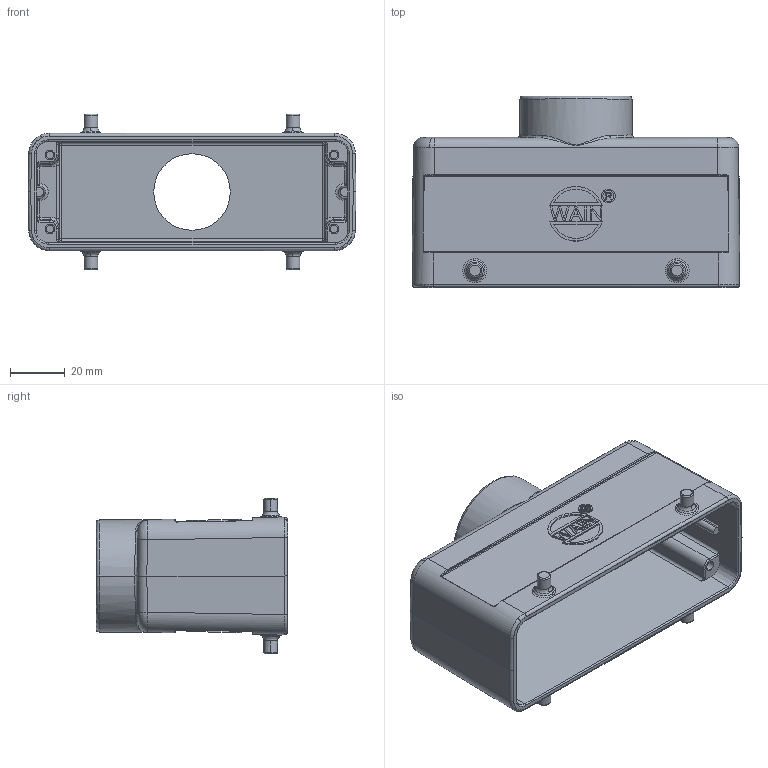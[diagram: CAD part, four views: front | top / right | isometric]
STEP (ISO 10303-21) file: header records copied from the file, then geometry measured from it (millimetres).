
FILE_DESCRIPTION(/* description */ (''),/* implementation_level */ '2;1');
FILE_NAME(/* name */ 'M32.stp',/* time_stamp */ '2022-08-10T17:45:36+08:00',/* author */ (''),/* organization */ (''),/* preprocessor_version */ 'ST-DEVELOPER v18.1',/* originating_system */ 'SIEMENS PLM Software NX 1980',/* authorisation */ '');
FILE_SCHEMA (('PROCESS_PLANNING_SCHEMA'));
Length unit declared in the file: millimetre
Products named in the file (1): CE-H24B-TE-0B_stp
Bounding box: 119.98 x 70 x 57 mm (x, y, z)
Volume: 68951.4 mm3; surface area: 45056.4 mm2
Topology: 1 solids, 1 shells, 485 faces, 1188 edges, 735 vertices
Faces by surface type: plane 205, cylinder 149, torus 72, bspline 18, cone 17, sphere 12, extrusion 12
Full cylindrical faces by diameter (mm): 28 x1, 30.5 x1
Entity records: 17814 total; most frequent: CARTESIAN_POINT 7176, ORIENTED_EDGE 2342, DIRECTION 1874, EDGE_CURVE 1171, VERTEX_POINT 733, AXIS2_PLACEMENT_3D 655, VECTOR 564, LINE 552
